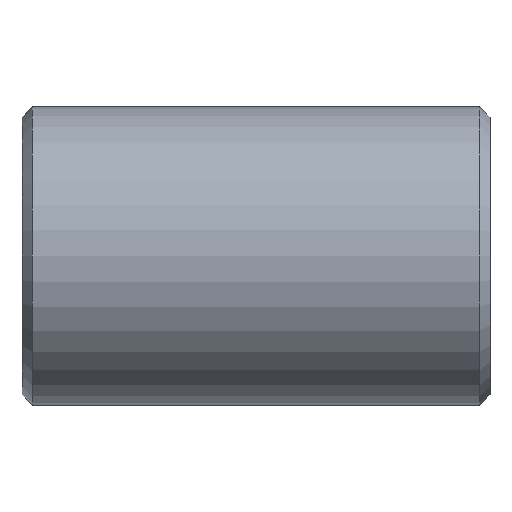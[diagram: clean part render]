
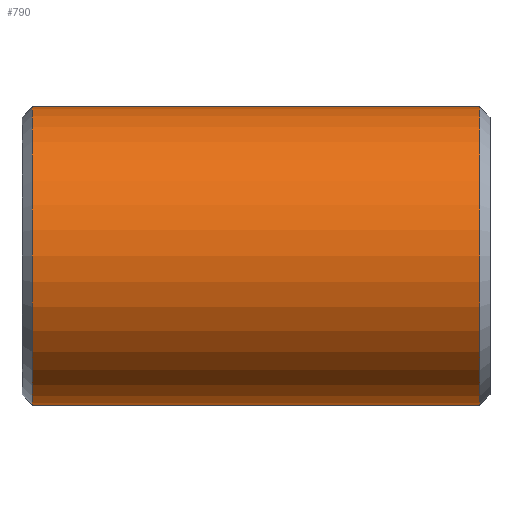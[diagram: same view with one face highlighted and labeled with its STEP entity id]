
A CAD part, front view. The second image highlights one B-rep face of the part: STEP entity #790.
In plain terms, the highlighted cylindrical face has radius 161.925 mm (diameter 323.85 mm), a partial arc.
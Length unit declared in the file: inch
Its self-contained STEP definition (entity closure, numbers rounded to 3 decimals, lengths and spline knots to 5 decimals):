
#19 = LINE ( 'NONE', #363, #607 ) ;
#33 = CARTESIAN_POINT ( 'NONE',  ( 9.56267, 0., 6.375 ) ) ;
#55 = VERTEX_POINT ( 'NONE', #717 ) ;
#66 = EDGE_CURVE ( 'NONE', #216, #55, #651, .T. ) ;
#77 = VERTEX_POINT ( 'NONE', #879 ) ;
#91 = EDGE_CURVE ( 'NONE', #532, #216, #19, .T. ) ;
#108 = CARTESIAN_POINT ( 'NONE',  ( 9.56267, 0., 0. ) ) ;
#159 = DIRECTION ( 'NONE',  ( 0., 0., 1. ) ) ;
#161 = CIRCLE ( 'NONE', #610, 6.375 ) ;
#174 = DIRECTION ( 'NONE',  ( 1., 0., 0. ) ) ;
#176 = VECTOR ( 'NONE', #596, 39.37008 ) ;
#216 = VERTEX_POINT ( 'NONE', #794 ) ;
#232 = EDGE_CURVE ( 'NONE', #77, #55, #310, .T. ) ;
#276 = EDGE_LOOP ( 'NONE', ( #438, #288, #323, #768 ) ) ;
#288 = ORIENTED_EDGE ( 'NONE', *, *, #547, .T. ) ;
#310 = LINE ( 'NONE', #868, #176 ) ;
#315 = DIRECTION ( 'NONE',  ( -1., 0., 0. ) ) ;
#323 = ORIENTED_EDGE ( 'NONE', *, *, #91, .T. ) ;
#342 = AXIS2_PLACEMENT_3D ( 'NONE', #400, #684, #745 ) ;
#363 = CARTESIAN_POINT ( 'NONE',  ( 10., 0., 6.375 ) ) ;
#400 = CARTESIAN_POINT ( 'NONE',  ( 10., 0., 0. ) ) ;
#438 = ORIENTED_EDGE ( 'NONE', *, *, #232, .F. ) ;
#470 = FACE_OUTER_BOUND ( 'NONE', #276, .T. ) ;
#532 = VERTEX_POINT ( 'NONE', #33 ) ;
#542 = DIRECTION ( 'NONE',  ( 0., 0., -1. ) ) ;
#547 = EDGE_CURVE ( 'NONE', #77, #532, #161, .T. ) ;
#596 = DIRECTION ( 'NONE',  ( -1., 0., 0. ) ) ;
#607 = VECTOR ( 'NONE', #791, 39.37008 ) ;
#610 = AXIS2_PLACEMENT_3D ( 'NONE', #108, #315, #542 ) ;
#651 = CIRCLE ( 'NONE', #826, 6.375 ) ;
#661 = CARTESIAN_POINT ( 'NONE',  ( -9.56267, 0., 0. ) ) ;
#684 = DIRECTION ( 'NONE',  ( -1., 0., 0. ) ) ;
#717 = CARTESIAN_POINT ( 'NONE',  ( -9.56267, 0., -6.375 ) ) ;
#745 = DIRECTION ( 'NONE',  ( 0., 0., 1. ) ) ;
#768 = ORIENTED_EDGE ( 'NONE', *, *, #66, .T. ) ;
#790 = ADVANCED_FACE ( 'NONE', ( #470 ), #825, .T. ) ;
#791 = DIRECTION ( 'NONE',  ( -1., 0., 0. ) ) ;
#794 = CARTESIAN_POINT ( 'NONE',  ( -9.56267, 0., 6.375 ) ) ;
#825 = CYLINDRICAL_SURFACE ( 'NONE', #342, 6.375 ) ;
#826 = AXIS2_PLACEMENT_3D ( 'NONE', #661, #174, #159 ) ;
#868 = CARTESIAN_POINT ( 'NONE',  ( 10., 0., -6.375 ) ) ;
#879 = CARTESIAN_POINT ( 'NONE',  ( 9.56267, 0., -6.375 ) ) ;
